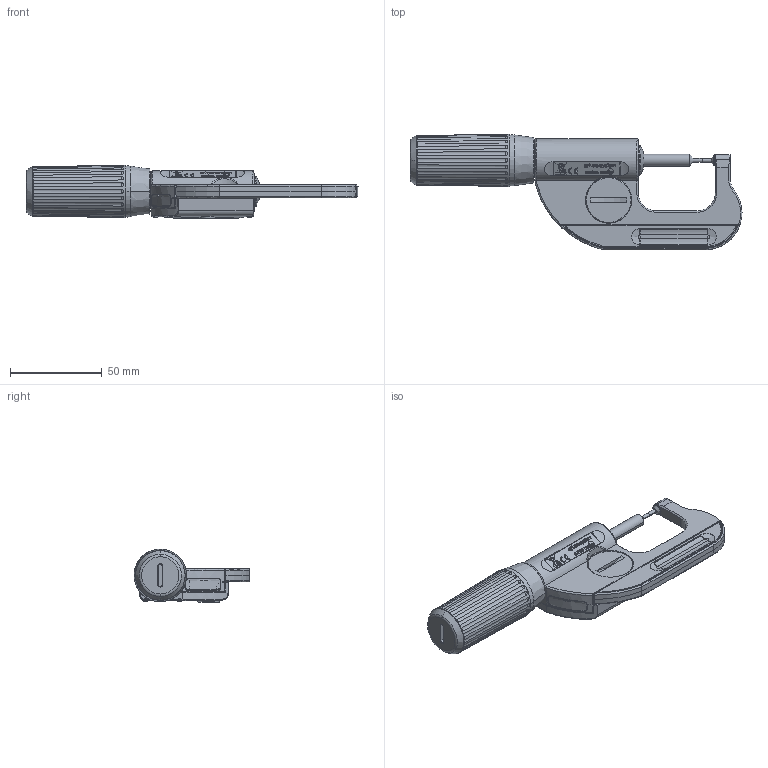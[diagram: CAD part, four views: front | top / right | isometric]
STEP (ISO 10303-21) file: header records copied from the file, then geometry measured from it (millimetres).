
FILE_DESCRIPTION((''),'2;1');
FILE_NAME('PM276_021_041_FERME_ASM','2023-11-28T16:11:54',('FST'),('Sylvac SA'),'CREO PARAMETRIC BY PTC INC, 2022244','CREO PARAMETRIC BY PTC INC, 2022244','');
FILE_SCHEMA(('CONFIG_CONTROL_DESIGN'));
Products named in the file (33): PM276_110_642FINITION; PM276_100_601; 276_100_668; 276_100_667; 276_100_010_ASM; PM276_103_045_ASM; 276_100_615; PM276_103_745; PM276_103_027_ASM; PM276_103_026_LONG_ASM; PM276_110_654; PM276_103_927; PM276_100_913_MONTE; PM276_100_623; PM276_103_047_SOFT_ASM; 276_100_609; PM276_103_023_FERME_ASM; 276_300_625; 276_300_626; 276_300_633; 276_250_021_ASM; 276_230_700; 295_200_602; 303_400_607; PM276_230_736; PM276_200_407; PM276_230_005_ASM; VIS_T_CYL_BB_M1_6X6_BN20038; 276_100_612; OR22_1; 276_300_635; PM229_001_693; PM276_021_041_FERME_ASM
Assembly tree (41 placements, depth 5):
  PM276_021_041_FERME_ASM
    PM276_103_023_FERME_ASM
      PM276_103_045_ASM
        PM276_110_642FINITION
        PM276_100_601
        276_100_010_ASM
          276_100_668
          276_100_667
      276_100_615
      PM276_103_026_LONG_ASM
        PM276_103_027_ASM
          PM276_103_745
          276_100_667
      PM276_103_047_SOFT_ASM
        PM276_110_654
        PM276_103_927
        PM276_100_913_MONTE
        PM276_100_623
      276_100_609
    276_300_625
    276_300_626
    276_300_633
    276_250_021_ASM
    PM276_230_005_ASM
      276_230_700
      295_200_602  x2
      303_400_607
      PM276_230_736
      PM276_200_407
    VIS_T_CYL_BB_M1_6X6_BN20038  x8
    276_100_612
    OR22_1
    276_300_635
    PM229_001_693
Bounding box: 180.55 x 62.95 x 29.13 mm (x, y, z)
Volume: 58420.9 mm3; surface area: 75143.6 mm2
Topology: 34 solids, 58 shells, 3162 faces, 8188 edges, 5230 vertices
Faces by surface type: plane 1186, cylinder 735, cone 505, extrusion 387, bspline 159, torus 150, sphere 40
Entity records: 127268 total; most frequent: CARTESIAN_POINT 57202, ORIENTED_EDGE 15024, DIRECTION 13281, EDGE_CURVE 7544, VERTEX_POINT 4847, AXIS2_PLACEMENT_3D 4487, VECTOR 4307, LINE 3920
